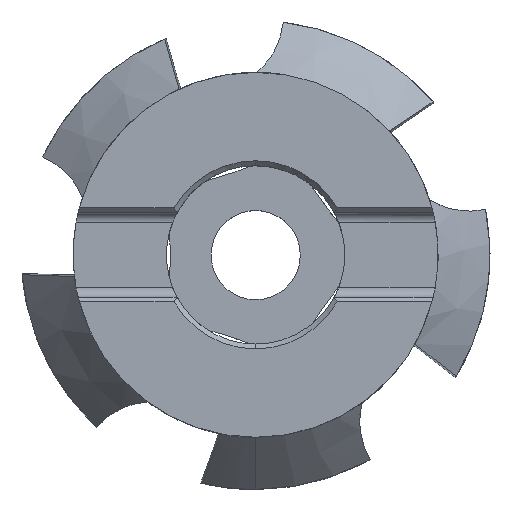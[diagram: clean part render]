
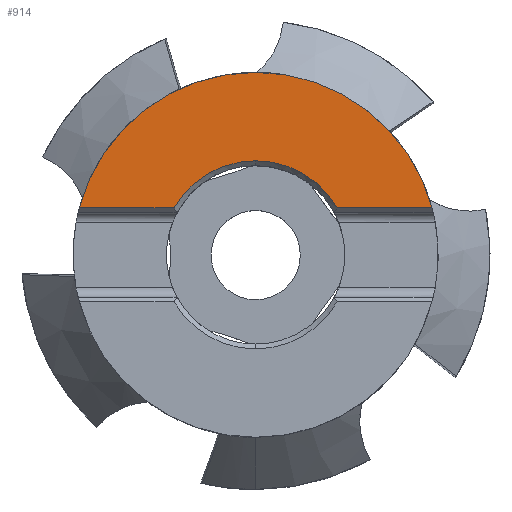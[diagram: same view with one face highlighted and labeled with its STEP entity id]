
A CAD part, top view. The second image highlights one B-rep face of the part: STEP entity #914.
In plain terms, the highlighted planar face has unit normal (0, 0, 1).
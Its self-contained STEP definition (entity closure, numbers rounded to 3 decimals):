
#832=EDGE_CURVE('',#1900,#1378,#2448,.T.);
#914=ADVANCED_FACE('',(#2538),#2539,.T.);
#1196=EDGE_CURVE('',#1304,#1202,#2844,.T.);
#1202=VERTEX_POINT('',#2851);
#1304=VERTEX_POINT('',#2961);
#1378=VERTEX_POINT('',#3044);
#1690=EDGE_CURVE('',#1854,#2312,#3385,.T.);
#1720=EDGE_CURVE('',#2312,#1304,#3416,.T.);
#1854=VERTEX_POINT('',#3562);
#1860=EDGE_CURVE('',#1378,#1202,#3568,.T.);
#1900=VERTEX_POINT('',#3610);
#2238=EDGE_CURVE('',#1900,#1854,#3975,.T.);
#2312=VERTEX_POINT('',#4056);
#2448=CIRCLE('',#4195,22.5);
#2538=FACE_OUTER_BOUND('',#4365,.T.);
#2539=PLANE('',#4366);
#2844=LINE('',#4948,#4949);
#2851=CARTESIAN_POINT('',(21.74,5.8,0.0));
#2961=CARTESIAN_POINT('',(10.046,5.8,0.));
#3044=CARTESIAN_POINT('',(0.,22.5,0.0));
#3385=CIRCLE('',#6066,11.6);
#3416=CIRCLE('',#6163,11.6);
#3562=CARTESIAN_POINT('',(-10.046,5.8,0.));
#3568=CIRCLE('',#6514,22.5);
#3610=CARTESIAN_POINT('',(-21.74,5.8,0.0));
#3975=LINE('',#7454,#7455);
#4056=CARTESIAN_POINT('',(0.,11.6,0.0));
#4195=AXIS2_PLACEMENT_3D('',#7937,#7938,#7939);
#4365=EDGE_LOOP('',(#8067,#8068,#8069,#8070,#8071,#8072));
#4366=AXIS2_PLACEMENT_3D('',#8073,#8074,#8075);
#4948=CARTESIAN_POINT('',(11.25,5.8,0.0));
#4949=VECTOR('',#8455,1.0);
#6066=AXIS2_PLACEMENT_3D('',#9070,#9071,#9072);
#6163=AXIS2_PLACEMENT_3D('',#9085,#9086,#9087);
#6514=AXIS2_PLACEMENT_3D('',#9233,#9234,#9235);
#7454=CARTESIAN_POINT('',(11.25,5.8,0.0));
#7455=VECTOR('',#9658,1.0);
#7937=CARTESIAN_POINT('',(0.0,0.0,0.0));
#7938=DIRECTION('',(0.0,0.0,-1.0));
#7939=DIRECTION('',(0.0,1.0,0.0));
#8067=ORIENTED_EDGE('',*,*,#2238,.T.);
#8068=ORIENTED_EDGE('',*,*,#1690,.T.);
#8069=ORIENTED_EDGE('',*,*,#1720,.T.);
#8070=ORIENTED_EDGE('',*,*,#1196,.T.);
#8071=ORIENTED_EDGE('',*,*,#1860,.F.);
#8072=ORIENTED_EDGE('',*,*,#832,.F.);
#8073=CARTESIAN_POINT('',(0.0,11.25,0.0));
#8074=DIRECTION('',(-0.0,0.0,1.0));
#8075=DIRECTION('',(0.0,-1.0,0.0));
#8455=DIRECTION('',(1.0,0.0,0.0));
#9070=CARTESIAN_POINT('',(0.0,0.0,0.0));
#9071=DIRECTION('',(-0.0,0.0,-1.0));
#9072=DIRECTION('',(0.0,1.0,0.0));
#9085=CARTESIAN_POINT('',(0.0,0.0,0.0));
#9086=DIRECTION('',(-0.0,0.0,-1.0));
#9087=DIRECTION('',(0.0,1.0,0.0));
#9233=CARTESIAN_POINT('',(0.0,0.0,0.0));
#9234=DIRECTION('',(0.0,0.0,-1.0));
#9235=DIRECTION('',(0.0,1.0,0.0));
#9658=DIRECTION('',(1.0,0.0,0.0));
